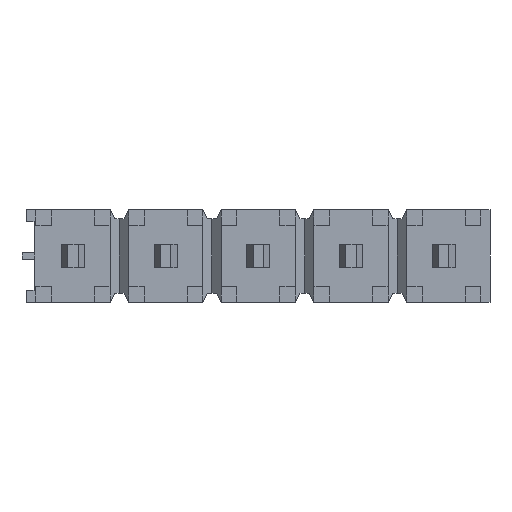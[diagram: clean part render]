
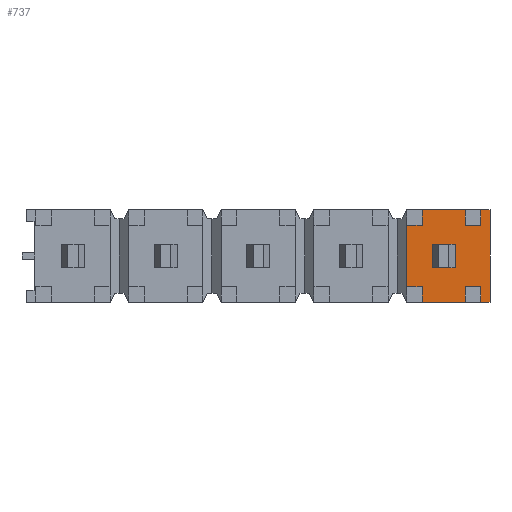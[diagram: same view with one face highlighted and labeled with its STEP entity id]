
A CAD part, front view. The second image highlights one B-rep face of the part: STEP entity #737.
In plain terms, the highlighted planar face has unit normal (0, -1, 0).
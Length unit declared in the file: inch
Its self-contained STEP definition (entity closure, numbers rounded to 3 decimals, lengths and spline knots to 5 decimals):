
#737 = ADVANCED_FACE( '', ( #1511, #1512 ), #1513, .T. );
#1511 = FACE_OUTER_BOUND( '', #2317, .T. );
#1512 = FACE_BOUND( '', #2318, .T. );
#1513 = PLANE( '', #2319 );
#2317 = EDGE_LOOP( '', ( #4358, #4359, #4360, #4361, #4362, #4363, #4364, #4365, #4366, #4367, #4368, #4369, #4370, #4371, #4372, #4373 ) );
#2318 = EDGE_LOOP( '', ( #4374, #4375, #4376, #4377 ) );
#2319 = AXIS2_PLACEMENT_3D( '', #4378, #4379, #4380 );
#4358 = ORIENTED_EDGE( '', *, *, #5649, .T. );
#4359 = ORIENTED_EDGE( '', *, *, #5191, .T. );
#4360 = ORIENTED_EDGE( '', *, *, #5284, .T. );
#4361 = ORIENTED_EDGE( '', *, *, #5418, .T. );
#4362 = ORIENTED_EDGE( '', *, *, #5295, .F. );
#4363 = ORIENTED_EDGE( '', *, *, #5188, .T. );
#4364 = ORIENTED_EDGE( '', *, *, #5343, .T. );
#4365 = ORIENTED_EDGE( '', *, *, #4879, .T. );
#4366 = ORIENTED_EDGE( '', *, *, #5666, .F. );
#4367 = ORIENTED_EDGE( '', *, *, #5555, .F. );
#4368 = ORIENTED_EDGE( '', *, *, #5428, .T. );
#4369 = ORIENTED_EDGE( '', *, *, #5667, .T. );
#4370 = ORIENTED_EDGE( '', *, *, #5402, .F. );
#4371 = ORIENTED_EDGE( '', *, *, #5222, .F. );
#4372 = ORIENTED_EDGE( '', *, *, #5290, .T. );
#4373 = ORIENTED_EDGE( '', *, *, #5668, .T. );
#4374 = ORIENTED_EDGE( '', *, *, #5491, .F. );
#4375 = ORIENTED_EDGE( '', *, *, #5435, .F. );
#4376 = ORIENTED_EDGE( '', *, *, #5669, .F. );
#4377 = ORIENTED_EDGE( '', *, *, #5180, .F. );
#4378 = CARTESIAN_POINT( '', ( 0.28637, 0.02, 0.1 ) );
#4379 = DIRECTION( '', ( 0., -1., 0. ) );
#4380 = DIRECTION( '', ( 0., 0., -1. ) );
#4879 = EDGE_CURVE( '', #5844, #5845, #5846, .T. );
#5180 = EDGE_CURVE( '', #6351, #6353, #6354, .T. );
#5188 = EDGE_CURVE( '', #6368, #6366, #6369, .T. );
#5191 = EDGE_CURVE( '', #6373, #6371, #6374, .T. );
#5222 = EDGE_CURVE( '', #6417, #6418, #6419, .T. );
#5284 = EDGE_CURVE( '', #6371, #6511, #6513, .T. );
#5290 = EDGE_CURVE( '', #6417, #6521, #6522, .T. );
#5295 = EDGE_CURVE( '', #6368, #6527, #6528, .T. );
#5343 = EDGE_CURVE( '', #6366, #5844, #6592, .T. );
#5402 = EDGE_CURVE( '', #6418, #6672, #6673, .T. );
#5418 = EDGE_CURVE( '', #6511, #6527, #6693, .T. );
#5428 = EDGE_CURVE( '', #6706, #6707, #6708, .T. );
#5435 = EDGE_CURVE( '', #6715, #6717, #6718, .T. );
#5491 = EDGE_CURVE( '', #6717, #6351, #6793, .T. );
#5555 = EDGE_CURVE( '', #6706, #6185, #6872, .T. );
#5649 = EDGE_CURVE( '', #6978, #6373, #6979, .T. );
#5666 = EDGE_CURVE( '', #6185, #5845, #6997, .T. );
#5667 = EDGE_CURVE( '', #6707, #6672, #6998, .T. );
#5668 = EDGE_CURVE( '', #6521, #6978, #6999, .T. );
#5669 = EDGE_CURVE( '', #6353, #6715, #7000, .T. );
#5844 = VERTEX_POINT( '', #7225 );
#5845 = VERTEX_POINT( '', #7226 );
#5846 = LINE( '', #7227, #7228 );
#6185 = VERTEX_POINT( '', #7731 );
#6351 = VERTEX_POINT( '', #7980 );
#6353 = VERTEX_POINT( '', #7983 );
#6354 = LINE( '', #7984, #7985 );
#6366 = VERTEX_POINT( '', #8002 );
#6368 = VERTEX_POINT( '', #8005 );
#6369 = LINE( '', #8006, #8007 );
#6371 = VERTEX_POINT( '', #8010 );
#6373 = VERTEX_POINT( '', #8013 );
#6374 = LINE( '', #8014, #8015 );
#6417 = VERTEX_POINT( '', #8081 );
#6418 = VERTEX_POINT( '', #8082 );
#6419 = LINE( '', #8083, #8084 );
#6511 = VERTEX_POINT( '', #8222 );
#6513 = LINE( '', #8225, #8226 );
#6521 = VERTEX_POINT( '', #8237 );
#6522 = LINE( '', #8238, #8239 );
#6527 = VERTEX_POINT( '', #8246 );
#6528 = LINE( '', #8247, #8248 );
#6592 = LINE( '', #8346, #8347 );
#6672 = VERTEX_POINT( '', #8471 );
#6673 = LINE( '', #8472, #8473 );
#6693 = LINE( '', #8506, #8507 );
#6706 = VERTEX_POINT( '', #8526 );
#6707 = VERTEX_POINT( '', #8527 );
#6708 = LINE( '', #8528, #8529 );
#6715 = VERTEX_POINT( '', #8539 );
#6717 = VERTEX_POINT( '', #8542 );
#6718 = LINE( '', #8543, #8544 );
#6793 = LINE( '', #8657, #8658 );
#6872 = LINE( '', #8777, #8778 );
#6978 = VERTEX_POINT( '', #8941 );
#6979 = LINE( '', #8942, #8943 );
#6997 = LINE( '', #8969, #8970 );
#6998 = LINE( '', #8971, #8972 );
#6999 = LINE( '', #8973, #8974 );
#7000 = LINE( '', #8975, #8976 );
#7225 = CARTESIAN_POINT( '', ( 0.17688, 0.02, 0.033 ) );
#7226 = CARTESIAN_POINT( '', ( 0.16, 0.02, 0.033 ) );
#7227 = CARTESIAN_POINT( '', ( 0.5, 0.02, 0.033 ) );
#7228 = VECTOR( '', #9102, 39.37008 );
#7731 = CARTESIAN_POINT( '', ( 0.16, 0.02, -0.033 ) );
#7980 = CARTESIAN_POINT( '', ( 0.1875, 0.02, -0.0125 ) );
#7983 = CARTESIAN_POINT( '', ( 0.2125, 0.02, -0.0125 ) );
#7984 = CARTESIAN_POINT( '', ( 0.2125, 0.02, -0.0125 ) );
#7985 = VECTOR( '', #9351, 39.37008 );
#8002 = CARTESIAN_POINT( '', ( 0.17688, 0.02, 0.05 ) );
#8005 = CARTESIAN_POINT( '', ( 0.22312, 0.02, 0.05 ) );
#8006 = CARTESIAN_POINT( '', ( -0.25, 0.02, 0.05 ) );
#8007 = VECTOR( '', #9358, 39.37008 );
#8010 = CARTESIAN_POINT( '', ( 0.24012, 0.02, 0.05 ) );
#8013 = CARTESIAN_POINT( '', ( 0.25, 0.02, 0.05 ) );
#8014 = CARTESIAN_POINT( '', ( -0.25, 0.02, 0.05 ) );
#8015 = VECTOR( '', #9361, 39.37008 );
#8081 = CARTESIAN_POINT( '', ( 0.24012, 0.02, -0.033 ) );
#8082 = CARTESIAN_POINT( '', ( 0.22312, 0.02, -0.033 ) );
#8083 = CARTESIAN_POINT( '', ( 0.5, 0.02, -0.033 ) );
#8084 = VECTOR( '', #9385, 39.37008 );
#8222 = CARTESIAN_POINT( '', ( 0.24012, 0.02, 0.033 ) );
#8225 = CARTESIAN_POINT( '', ( 0.24012, 0.02, 0.1 ) );
#8226 = VECTOR( '', #9433, 39.37008 );
#8237 = CARTESIAN_POINT( '', ( 0.24012, 0.02, -0.05 ) );
#8238 = CARTESIAN_POINT( '', ( 0.24012, 0.02, 0.1 ) );
#8239 = VECTOR( '', #9437, 39.37008 );
#8246 = CARTESIAN_POINT( '', ( 0.22312, 0.02, 0.033 ) );
#8247 = CARTESIAN_POINT( '', ( 0.22312, 0.02, 0.1 ) );
#8248 = VECTOR( '', #9440, 39.37008 );
#8346 = CARTESIAN_POINT( '', ( 0.17688, 0.02, 0.1 ) );
#8347 = VECTOR( '', #9475, 39.37008 );
#8471 = CARTESIAN_POINT( '', ( 0.22312, 0.02, -0.05 ) );
#8472 = CARTESIAN_POINT( '', ( 0.22312, 0.02, 0.1 ) );
#8473 = VECTOR( '', #9520, 39.37008 );
#8506 = CARTESIAN_POINT( '', ( 0.5, 0.02, 0.033 ) );
#8507 = VECTOR( '', #9534, 39.37008 );
#8526 = CARTESIAN_POINT( '', ( 0.17688, 0.02, -0.033 ) );
#8527 = CARTESIAN_POINT( '', ( 0.17688, 0.02, -0.05 ) );
#8528 = CARTESIAN_POINT( '', ( 0.17688, 0.02, 0.1 ) );
#8529 = VECTOR( '', #9541, 39.37008 );
#8539 = CARTESIAN_POINT( '', ( 0.2125, 0.02, 0.0125 ) );
#8542 = CARTESIAN_POINT( '', ( 0.1875, 0.02, 0.0125 ) );
#8543 = CARTESIAN_POINT( '', ( 0.1875, 0.02, 0.0125 ) );
#8544 = VECTOR( '', #9546, 39.37008 );
#8657 = CARTESIAN_POINT( '', ( 0.1875, 0.02, -0.0125 ) );
#8658 = VECTOR( '', #9585, 39.37008 );
#8777 = CARTESIAN_POINT( '', ( 0.5, 0.02, -0.033 ) );
#8778 = VECTOR( '', #9626, 39.37008 );
#8941 = CARTESIAN_POINT( '', ( 0.25, 0.02, -0.05 ) );
#8942 = CARTESIAN_POINT( '', ( 0.25, 0.02, 0.05 ) );
#8943 = VECTOR( '', #9684, 39.37008 );
#8969 = CARTESIAN_POINT( '', ( 0.16, 0.02, 0.5 ) );
#8970 = VECTOR( '', #9693, 39.37008 );
#8971 = CARTESIAN_POINT( '', ( 0.25, 0.02, -0.05 ) );
#8972 = VECTOR( '', #9694, 39.37008 );
#8973 = CARTESIAN_POINT( '', ( 0.25, 0.02, -0.05 ) );
#8974 = VECTOR( '', #9695, 39.37008 );
#8975 = CARTESIAN_POINT( '', ( 0.2125, 0.02, 0.0125 ) );
#8976 = VECTOR( '', #9696, 39.37008 );
#9102 = DIRECTION( '', ( -1., 0., 0. ) );
#9351 = DIRECTION( '', ( 1., 0., 0. ) );
#9358 = DIRECTION( '', ( -1., 0., 0. ) );
#9361 = DIRECTION( '', ( -1., 0., 0. ) );
#9385 = DIRECTION( '', ( -1., 0., 0. ) );
#9433 = DIRECTION( '', ( 0., 0., -1. ) );
#9437 = DIRECTION( '', ( 0., 0., -1. ) );
#9440 = DIRECTION( '', ( 0., 0., -1. ) );
#9475 = DIRECTION( '', ( 0., 0., -1. ) );
#9520 = DIRECTION( '', ( 0., 0., -1. ) );
#9534 = DIRECTION( '', ( -1., 0., 0. ) );
#9541 = DIRECTION( '', ( 0., 0., -1. ) );
#9546 = DIRECTION( '', ( -1., 0., 0. ) );
#9585 = DIRECTION( '', ( 0., 0., -1. ) );
#9626 = DIRECTION( '', ( -1., 0., 0. ) );
#9684 = DIRECTION( '', ( 0., 0., 1. ) );
#9693 = DIRECTION( '', ( 0., 0., 1. ) );
#9694 = DIRECTION( '', ( 1., 0., 0. ) );
#9695 = DIRECTION( '', ( 1., 0., 0. ) );
#9696 = DIRECTION( '', ( 0., 0., 1. ) );
